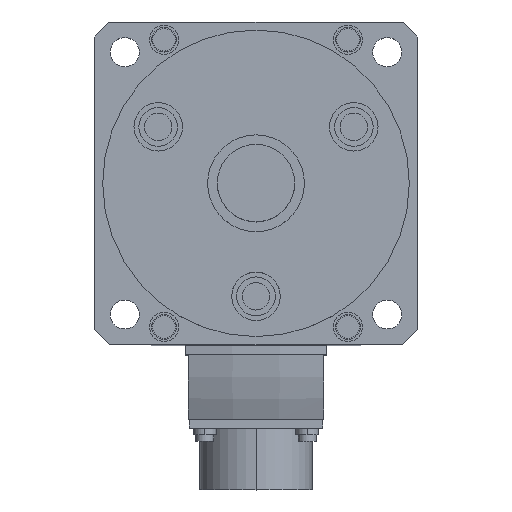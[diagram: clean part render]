
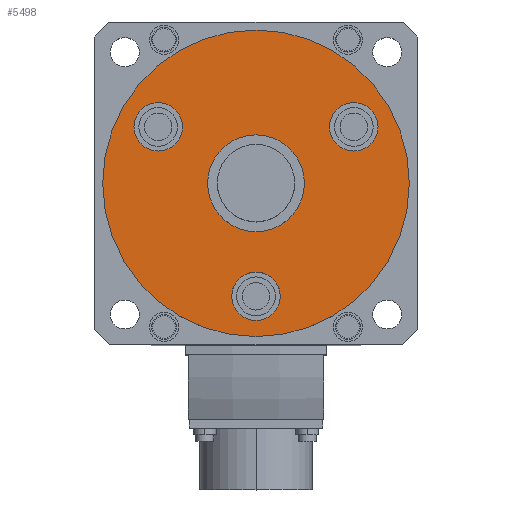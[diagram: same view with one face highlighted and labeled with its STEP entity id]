
A CAD part, top view. The second image highlights one B-rep face of the part: STEP entity #5498.
In plain terms, the highlighted planar face has unit normal (0, 0, 1).
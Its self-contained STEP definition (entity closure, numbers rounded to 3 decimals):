
#1=CARTESIAN_POINT('',(-30.311,17.5,3.));
#2=DIRECTION('',(0.,0.,1.));
#3=DIRECTION('',(0.5,0.866,0.));
#4=AXIS2_PLACEMENT_3D('',#1,#2,#3);
#6=CARTESIAN_POINT('',(-30.311,17.5,3.));
#7=DIRECTION('',(0.,0.,1.));
#8=DIRECTION('',(-0.5,-0.866,0.));
#9=AXIS2_PLACEMENT_3D('',#6,#7,#8);
#11=CARTESIAN_POINT('',(30.311,17.5,3.));
#12=DIRECTION('',(0.,0.,1.));
#13=DIRECTION('',(0.5,-0.866,0.));
#14=AXIS2_PLACEMENT_3D('',#11,#12,#13);
#16=CARTESIAN_POINT('',(30.311,17.5,3.));
#17=DIRECTION('',(0.,0.,1.));
#18=DIRECTION('',(-0.5,0.866,0.));
#19=AXIS2_PLACEMENT_3D('',#16,#17,#18);
#21=CARTESIAN_POINT('',(0.,-35.,3.));
#22=DIRECTION('',(0.,0.,1.));
#23=DIRECTION('',(-1.,0.,0.));
#24=AXIS2_PLACEMENT_3D('',#21,#22,#23);
#26=CARTESIAN_POINT('',(0.,-35.,3.));
#27=DIRECTION('',(0.,0.,1.));
#28=DIRECTION('',(1.,0.,0.));
#29=AXIS2_PLACEMENT_3D('',#26,#27,#28);
#31=CARTESIAN_POINT('',(0.,0.,3.));
#32=DIRECTION('',(0.,0.,-1.));
#33=DIRECTION('',(1.,0.,0.));
#34=AXIS2_PLACEMENT_3D('',#31,#32,#33);
#36=CARTESIAN_POINT('',(0.,0.,3.));
#37=DIRECTION('',(0.,0.,-1.));
#38=DIRECTION('',(-1.,0.,0.));
#39=AXIS2_PLACEMENT_3D('',#36,#37,#38);
#41=CARTESIAN_POINT('',(0.,0.,3.));
#42=DIRECTION('',(0.,0.,1.));
#43=DIRECTION('',(0.,-1.,0.));
#44=AXIS2_PLACEMENT_3D('',#41,#42,#43);
#46=CARTESIAN_POINT('',(0.,0.,3.));
#47=DIRECTION('',(0.,0.,1.));
#48=DIRECTION('',(0.,1.,0.));
#49=AXIS2_PLACEMENT_3D('',#46,#47,#48);
#4219=CARTESIAN_POINT('',(47.5,0.,3.));
#4220=CARTESIAN_POINT('',(-47.5,0.,3.));
#4221=VERTEX_POINT('',#4219);
#4222=VERTEX_POINT('',#4220);
#4359=CARTESIAN_POINT('',(-7.5,-35.,3.));
#4360=CARTESIAN_POINT('',(7.5,-35.,3.));
#4361=VERTEX_POINT('',#4359);
#4362=VERTEX_POINT('',#4360);
#4363=CARTESIAN_POINT('',(34.061,11.005,3.));
#4364=CARTESIAN_POINT('',(26.561,23.995,3.));
#4365=VERTEX_POINT('',#4363);
#4366=VERTEX_POINT('',#4364);
#4367=CARTESIAN_POINT('',(-26.561,23.995,3.));
#4368=CARTESIAN_POINT('',(-34.061,11.005,3.));
#4369=VERTEX_POINT('',#4367);
#4370=VERTEX_POINT('',#4368);
#5263=CARTESIAN_POINT('',(0.,-15.,3.));
#5264=CARTESIAN_POINT('',(0.,15.,3.));
#5265=VERTEX_POINT('',#5263);
#5266=VERTEX_POINT('',#5264);
#5463=CARTESIAN_POINT('',(0.,0.,3.));
#5464=DIRECTION('',(0.,0.,1.));
#5465=DIRECTION('',(-1.,0.,0.));
#5466=AXIS2_PLACEMENT_3D('',#5463,#5464,#5465);
#5467=PLANE('',#5466);
#5469=ORIENTED_EDGE('',*,*,#5468,.T.);
#5471=ORIENTED_EDGE('',*,*,#5470,.T.);
#5472=EDGE_LOOP('',(#5469,#5471));
#5473=FACE_OUTER_BOUND('',#5472,.F.);
#5475=ORIENTED_EDGE('',*,*,#5474,.T.);
#5477=ORIENTED_EDGE('',*,*,#5476,.T.);
#5478=EDGE_LOOP('',(#5475,#5477));
#5479=FACE_BOUND('',#5478,.F.);
#5481=ORIENTED_EDGE('',*,*,#5480,.T.);
#5483=ORIENTED_EDGE('',*,*,#5482,.T.);
#5484=EDGE_LOOP('',(#5481,#5483));
#5485=FACE_BOUND('',#5484,.F.);
#5487=ORIENTED_EDGE('',*,*,#5486,.T.);
#5489=ORIENTED_EDGE('',*,*,#5488,.T.);
#5490=EDGE_LOOP('',(#5487,#5489));
#5491=FACE_BOUND('',#5490,.F.);
#5493=ORIENTED_EDGE('',*,*,#5492,.T.);
#5495=ORIENTED_EDGE('',*,*,#5494,.T.);
#5496=EDGE_LOOP('',(#5493,#5495));
#5497=FACE_BOUND('',#5496,.F.);
#5498=ADVANCED_FACE('',(#5473,#5479,#5485,#5491,#5497),#5467,.T.);
#5=CIRCLE('',#4,7.5);
#10=CIRCLE('',#9,7.5);
#15=CIRCLE('',#14,7.5);
#20=CIRCLE('',#19,7.5);
#25=CIRCLE('',#24,7.5);
#30=CIRCLE('',#29,7.5);
#35=CIRCLE('',#34,47.5);
#40=CIRCLE('',#39,47.5);
#45=CIRCLE('',#44,15.);
#50=CIRCLE('',#49,15.);
#5468=EDGE_CURVE('',#4221,#4222,#35,.T.);
#5470=EDGE_CURVE('',#4222,#4221,#40,.T.);
#5474=EDGE_CURVE('',#4369,#4370,#5,.T.);
#5476=EDGE_CURVE('',#4370,#4369,#10,.T.);
#5480=EDGE_CURVE('',#4365,#4366,#15,.T.);
#5482=EDGE_CURVE('',#4366,#4365,#20,.T.);
#5486=EDGE_CURVE('',#4361,#4362,#25,.T.);
#5488=EDGE_CURVE('',#4362,#4361,#30,.T.);
#5492=EDGE_CURVE('',#5265,#5266,#45,.T.);
#5494=EDGE_CURVE('',#5266,#5265,#50,.T.);
